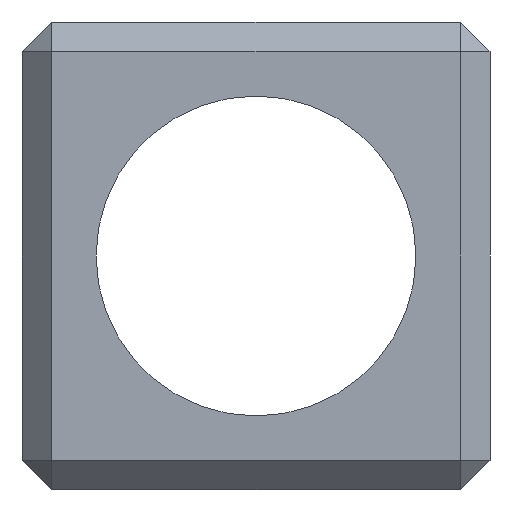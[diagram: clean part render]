
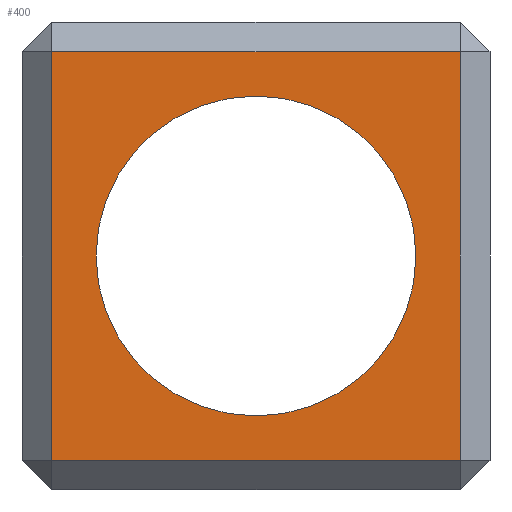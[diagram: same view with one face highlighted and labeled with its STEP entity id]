
A CAD part, front view. The second image highlights one B-rep face of the part: STEP entity #400.
In plain terms, the highlighted planar face has unit normal (0, -1, 0).
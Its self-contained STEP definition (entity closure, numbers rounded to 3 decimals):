
#16=FACE_BOUND('',#69,.T.);
#18=CIRCLE('',#448,2.7);
#41=FACE_OUTER_BOUND('',#68,.T.);
#68=EDGE_LOOP('',(#327,#328,#329,#330));
#69=EDGE_LOOP('',(#331));
#101=LINE('',#623,#150);
#103=LINE('',#626,#152);
#111=LINE('',#638,#160);
#117=LINE('',#647,#166);
#150=VECTOR('',#500,10.);
#152=VECTOR('',#504,10.);
#160=VECTOR('',#520,10.);
#166=VECTOR('',#532,10.);
#179=VERTEX_POINT('',#576);
#186=VERTEX_POINT('',#594);
#191=VERTEX_POINT('',#604);
#197=VERTEX_POINT('',#618);
#198=VERTEX_POINT('',#659);
#225=EDGE_CURVE('',#186,#197,#101,.T.);
#227=EDGE_CURVE('',#197,#191,#103,.T.);
#235=EDGE_CURVE('',#191,#179,#111,.T.);
#241=EDGE_CURVE('',#179,#186,#117,.T.);
#248=EDGE_CURVE('',#198,#198,#18,.T.);
#327=ORIENTED_EDGE('',*,*,#225,.F.);
#328=ORIENTED_EDGE('',*,*,#241,.F.);
#329=ORIENTED_EDGE('',*,*,#235,.F.);
#330=ORIENTED_EDGE('',*,*,#227,.F.);
#331=ORIENTED_EDGE('',*,*,#248,.T.);
#374=PLANE('',#447);
#400=ADVANCED_FACE('',(#41,#16),#374,.T.);
#447=AXIS2_PLACEMENT_3D('',#658,#547,#548);
#448=AXIS2_PLACEMENT_3D('',#660,#549,#550);
#500=DIRECTION('',(1.,0.,0.));
#504=DIRECTION('',(0.,0.,-1.));
#520=DIRECTION('',(-1.,0.,0.));
#532=DIRECTION('',(0.,0.,1.));
#547=DIRECTION('center_axis',(0.,-1.,0.));
#548=DIRECTION('ref_axis',(0.,0.,-1.));
#549=DIRECTION('center_axis',(0.,1.,0.));
#550=DIRECTION('ref_axis',(1.,0.,0.));
#576=CARTESIAN_POINT('',(0.5,0.,-7.4));
#594=CARTESIAN_POINT('',(0.5,0.,-0.5));
#604=CARTESIAN_POINT('',(7.4,0.,-7.4));
#618=CARTESIAN_POINT('',(7.4,0.,-0.5));
#623=CARTESIAN_POINT('',(1.975,0.,-0.5));
#626=CARTESIAN_POINT('',(7.4,0.,-1.975));
#638=CARTESIAN_POINT('',(5.925,0.,-7.4));
#647=CARTESIAN_POINT('',(0.5,0.,-5.925));
#658=CARTESIAN_POINT('Origin',(3.95,0.,-3.95));
#659=CARTESIAN_POINT('',(1.25,0.,-3.95));
#660=CARTESIAN_POINT('Origin',(3.95,0.,-3.95));
